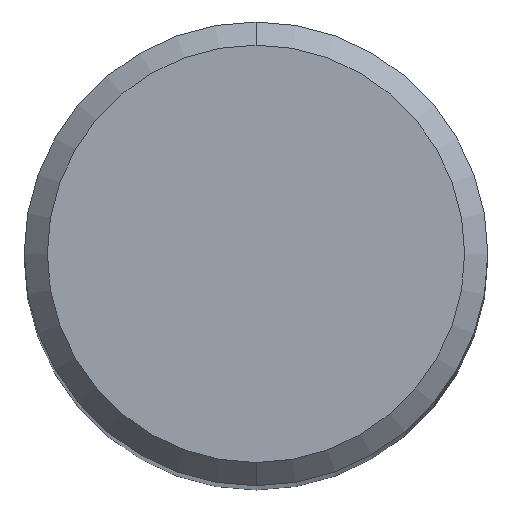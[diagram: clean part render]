
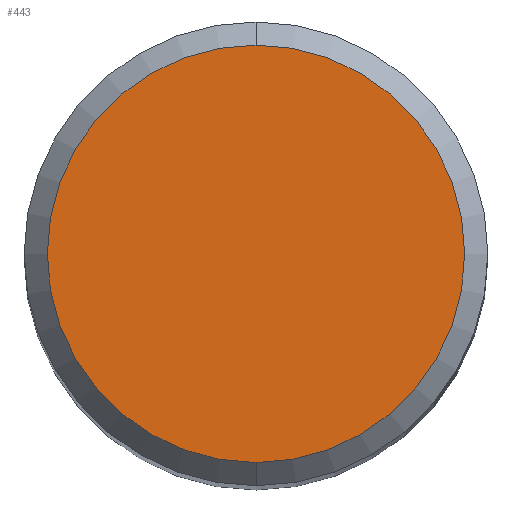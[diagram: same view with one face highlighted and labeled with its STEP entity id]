
A CAD part, top view. The second image highlights one B-rep face of the part: STEP entity #443.
In plain terms, the highlighted planar face has unit normal (0, 0, 1).
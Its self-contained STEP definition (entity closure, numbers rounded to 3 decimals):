
#193=VERTEX_POINT('',#500);
#245=EDGE_CURVE('',#193,#343,#558,.T.);
#343=VERTEX_POINT('',#666);
#443=ADVANCED_FACE('',(#777),#778,.T.);
#445=EDGE_CURVE('',#343,#193,#780,.T.);
#500=CARTESIAN_POINT('',(0.0,4.5,0.0));
#558=CIRCLE('',#954,4.5);
#666=CARTESIAN_POINT('',(0.,-4.5,0.0));
#777=FACE_OUTER_BOUND('',#1424,.T.);
#778=PLANE('',#1425);
#780=CIRCLE('',#1428,4.5);
#954=AXIS2_PLACEMENT_3D('',#1564,#1565,#1566);
#1424=EDGE_LOOP('',(#1809,#1810));
#1425=AXIS2_PLACEMENT_3D('',#1811,#1812,#1813);
#1428=AXIS2_PLACEMENT_3D('',#1814,#1815,#1816);
#1564=CARTESIAN_POINT('',(0.0,0.0,0.0));
#1565=DIRECTION('',(0.0,0.0,-1.0));
#1566=DIRECTION('',(0.0,1.0,0.0));
#1809=ORIENTED_EDGE('',*,*,#245,.F.);
#1810=ORIENTED_EDGE('',*,*,#445,.F.);
#1811=CARTESIAN_POINT('',(0.0,2.25,0.0));
#1812=DIRECTION('',(-0.0,0.0,1.0));
#1813=DIRECTION('',(0.0,-1.0,0.0));
#1814=CARTESIAN_POINT('',(0.0,0.0,0.0));
#1815=DIRECTION('',(0.0,0.0,-1.0));
#1816=DIRECTION('',(0.0,1.0,0.0));
